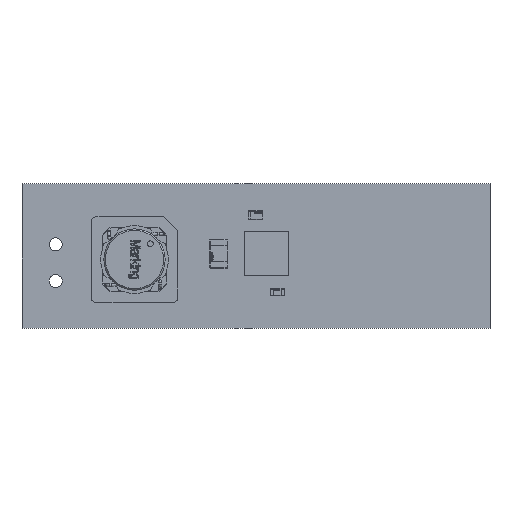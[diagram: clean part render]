
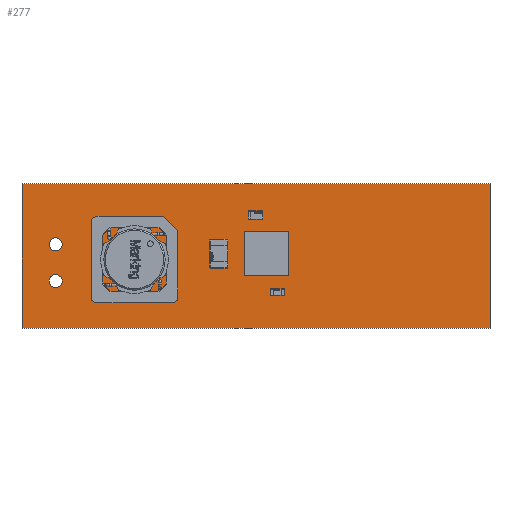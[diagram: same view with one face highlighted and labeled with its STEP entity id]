
A CAD part, top view. The second image highlights one B-rep face of the part: STEP entity #277.
In plain terms, the highlighted planar face has unit normal (0, 0, 1).
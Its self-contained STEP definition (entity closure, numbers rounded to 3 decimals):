
#76 = VERTEX_POINT('',#77);
#77 = CARTESIAN_POINT('',(3.,5.,0.411));
#83 = EDGE_CURVE('',#76,#84,#86,.T.);
#84 = VERTEX_POINT('',#85);
#85 = CARTESIAN_POINT('',(3.,15.,0.411));
#86 = LINE('',#87,#88);
#87 = CARTESIAN_POINT('',(3.,5.,0.411));
#88 = VECTOR('',#89,1.);
#89 = DIRECTION('',(0.,1.,0.));
#114 = EDGE_CURVE('',#84,#115,#117,.T.);
#115 = VERTEX_POINT('',#116);
#116 = CARTESIAN_POINT('',(35.433,15.,0.411));
#117 = LINE('',#118,#119);
#118 = CARTESIAN_POINT('',(3.,15.,0.411));
#119 = VECTOR('',#120,1.);
#120 = DIRECTION('',(1.,0.,0.));
#145 = EDGE_CURVE('',#115,#146,#148,.T.);
#146 = VERTEX_POINT('',#147);
#147 = CARTESIAN_POINT('',(35.433,5.,0.411));
#148 = LINE('',#149,#150);
#149 = CARTESIAN_POINT('',(35.433,15.,0.411));
#150 = VECTOR('',#151,1.);
#151 = DIRECTION('',(0.,-1.,0.));
#176 = EDGE_CURVE('',#146,#76,#177,.T.);
#177 = LINE('',#178,#179);
#178 = CARTESIAN_POINT('',(35.433,5.,0.411));
#179 = VECTOR('',#180,1.);
#180 = DIRECTION('',(-1.,0.,0.));
#200 = VERTEX_POINT('',#201);
#201 = CARTESIAN_POINT('',(5.787,10.805,0.411));
#207 = EDGE_CURVE('',#200,#200,#208,.T.);
#208 = CIRCLE('',#209,0.45);
#209 = AXIS2_PLACEMENT_3D('',#210,#211,#212);
#210 = CARTESIAN_POINT('',(5.337,10.805,0.411));
#211 = DIRECTION('',(0.,0.,1.));
#212 = DIRECTION('',(1.,0.,0.));
#233 = VERTEX_POINT('',#234);
#234 = CARTESIAN_POINT('',(5.787,8.265,0.411));
#240 = EDGE_CURVE('',#233,#233,#241,.T.);
#241 = CIRCLE('',#242,0.45);
#242 = AXIS2_PLACEMENT_3D('',#243,#244,#245);
#243 = CARTESIAN_POINT('',(5.337,8.265,0.411));
#244 = DIRECTION('',(0.,0.,1.));
#245 = DIRECTION('',(1.,0.,0.));
#277 = ADVANCED_FACE('',(#278,#284,#287),#290,.T.);
#278 = FACE_BOUND('',#279,.F.);
#279 = EDGE_LOOP('',(#280,#281,#282,#283));
#280 = ORIENTED_EDGE('',*,*,#83,.T.);
#281 = ORIENTED_EDGE('',*,*,#114,.T.);
#282 = ORIENTED_EDGE('',*,*,#145,.T.);
#283 = ORIENTED_EDGE('',*,*,#176,.T.);
#284 = FACE_BOUND('',#285,.T.);
#285 = EDGE_LOOP('',(#286));
#286 = ORIENTED_EDGE('',*,*,#207,.F.);
#287 = FACE_BOUND('',#288,.T.);
#288 = EDGE_LOOP('',(#289));
#289 = ORIENTED_EDGE('',*,*,#240,.F.);
#290 = PLANE('',#291);
#291 = AXIS2_PLACEMENT_3D('',#292,#293,#294);
#292 = CARTESIAN_POINT('',(3.,5.,0.411));
#293 = DIRECTION('',(0.,0.,1.));
#294 = DIRECTION('',(1.,0.,0.));
